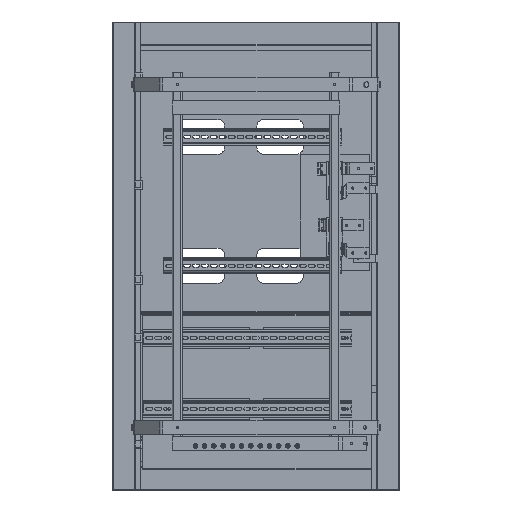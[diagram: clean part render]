
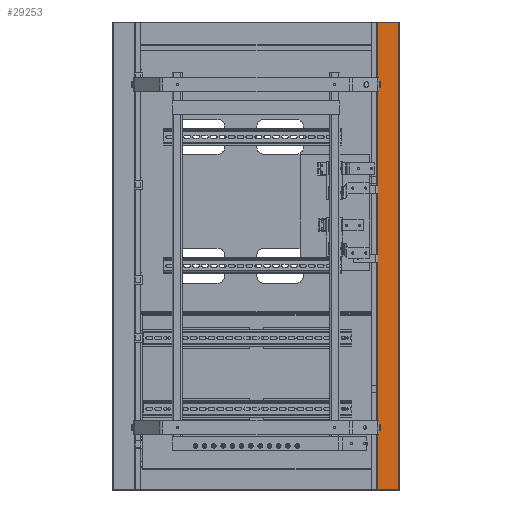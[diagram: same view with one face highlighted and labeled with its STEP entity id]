
A CAD part, left-side view. The second image highlights one B-rep face of the part: STEP entity #29253.
In plain terms, the highlighted planar face has unit normal (-1, 0, 0).
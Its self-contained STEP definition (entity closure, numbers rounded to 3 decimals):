
#1640 = EDGE_CURVE ( 'NONE', #7790, #11654, #39081, .T. ) ;
#3563 = VECTOR ( 'NONE', #18516, 1000. ) ;
#3643 = DIRECTION ( 'NONE',  ( 0., -1., 0. ) ) ;
#4801 = LINE ( 'NONE', #31379, #47987 ) ;
#6130 = AXIS2_PLACEMENT_3D ( 'NONE', #55067, #14909, #31577 ) ;
#7790 = VERTEX_POINT ( 'NONE', #19167 ) ;
#10144 = VECTOR ( 'NONE', #3643, 1000. ) ;
#11654 = VERTEX_POINT ( 'NONE', #57464 ) ;
#14909 = DIRECTION ( 'NONE',  ( 1., 0., 0. ) ) ;
#15663 = ORIENTED_EDGE ( 'NONE', *, *, #1640, .F. ) ;
#15901 = VERTEX_POINT ( 'NONE', #34721 ) ;
#17339 = CARTESIAN_POINT ( 'NONE',  ( 14.8, -10.8, 1008. ) ) ;
#18225 = LINE ( 'NONE', #28162, #3563 ) ;
#18516 = DIRECTION ( 'NONE',  ( 0., 0., -1. ) ) ;
#19167 = CARTESIAN_POINT ( 'NONE',  ( 14.8, -12.8, 1008. ) ) ;
#19255 = FACE_OUTER_BOUND ( 'NONE', #46378, .T. ) ;
#21040 = DIRECTION ( 'NONE',  ( 0., 0., -1. ) ) ;
#21151 = ORIENTED_EDGE ( 'NONE', *, *, #55923, .T. ) ;
#22864 = DIRECTION ( 'NONE',  ( 0., -1., 0. ) ) ;
#23298 = VERTEX_POINT ( 'NONE', #51823 ) ;
#26502 = VECTOR ( 'NONE', #21040, 1000. ) ;
#27752 = PLANE ( 'NONE',  #6130 ) ;
#28162 = CARTESIAN_POINT ( 'NONE',  ( 14.8, -58.8, 1008. ) ) ;
#29253 = ADVANCED_FACE ( 'NONE', ( #19255 ), #27752, .F. ) ;
#30083 = ORIENTED_EDGE ( 'NONE', *, *, #31625, .T. ) ;
#30132 = CARTESIAN_POINT ( 'NONE',  ( 14.8, -12.8, 1008. ) ) ;
#31379 = CARTESIAN_POINT ( 'NONE',  ( 14.8, -10.8, 0. ) ) ;
#31577 = DIRECTION ( 'NONE',  ( 0., 1., 0. ) ) ;
#31625 = EDGE_CURVE ( 'NONE', #15901, #23298, #4801, .T. ) ;
#34721 = CARTESIAN_POINT ( 'NONE',  ( 14.8, -12.8, 0. ) ) ;
#36926 = ORIENTED_EDGE ( 'NONE', *, *, #46688, .F. ) ;
#39081 = LINE ( 'NONE', #17339, #10144 ) ;
#43943 = LINE ( 'NONE', #30132, #26502 ) ;
#46378 = EDGE_LOOP ( 'NONE', ( #30083, #36926, #15663, #21151 ) ) ;
#46688 = EDGE_CURVE ( 'NONE', #11654, #23298, #18225, .T. ) ;
#47987 = VECTOR ( 'NONE', #22864, 1000. ) ;
#51823 = CARTESIAN_POINT ( 'NONE',  ( 14.8, -58.8, 0. ) ) ;
#55067 = CARTESIAN_POINT ( 'NONE',  ( 14.8, -10.8, 1008. ) ) ;
#55923 = EDGE_CURVE ( 'NONE', #7790, #15901, #43943, .T. ) ;
#57464 = CARTESIAN_POINT ( 'NONE',  ( 14.8, -58.8, 1008. ) ) ;
